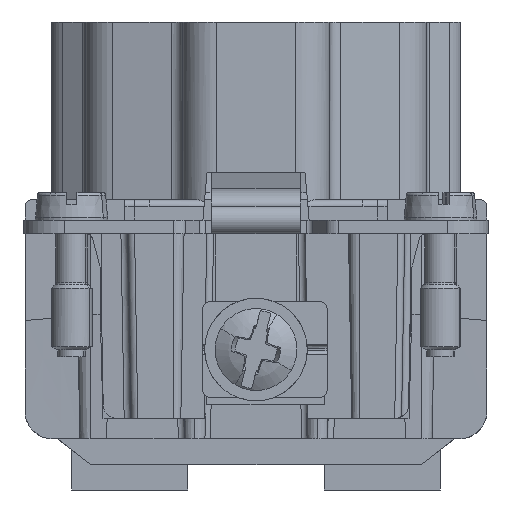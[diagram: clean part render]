
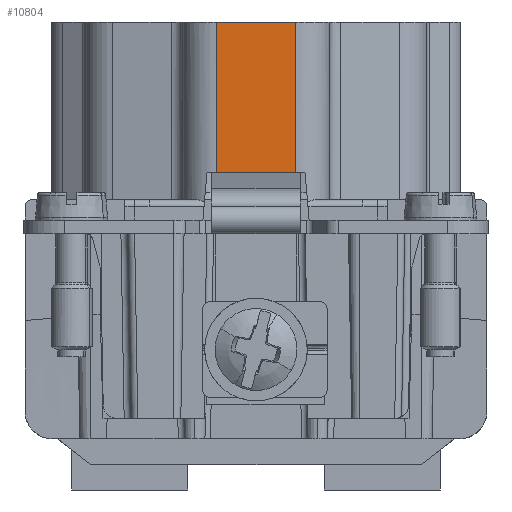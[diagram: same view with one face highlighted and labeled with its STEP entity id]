
A CAD part, front view. The second image highlights one B-rep face of the part: STEP entity #10804.
In plain terms, the highlighted planar face has unit normal (0, -1, 0).
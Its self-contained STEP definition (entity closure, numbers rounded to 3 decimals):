
#10796=AXIS2_PLACEMENT_3D('Plane Axis2P3D',#10793,#10794,#10795) ;
#5615=CARTESIAN_POINT('Vertex',(19.9,2.8,34.25)) ;
#5618=CARTESIAN_POINT('Line Origine',(19.9,2.8,28.)) ;
#5622=CARTESIAN_POINT('Vertex',(19.9,2.8,23.25)) ;
#5657=CARTESIAN_POINT('Line Origine',(17.,2.8,23.25)) ;
#5661=CARTESIAN_POINT('Vertex',(14.1,2.8,23.25)) ;
#5832=CARTESIAN_POINT('Line Origine',(14.1,2.8,28.)) ;
#5836=CARTESIAN_POINT('Vertex',(14.1,2.8,34.25)) ;
#9347=CARTESIAN_POINT('Line Origine',(17.,2.8,34.25)) ;
#10793=CARTESIAN_POINT('Axis2P3D Location',(19.9,2.8,21.75)) ;
#5619=DIRECTION('Vector Direction',(0.,0.,-1.)) ;
#5658=DIRECTION('Vector Direction',(-1.,0.,0.)) ;
#5833=DIRECTION('Vector Direction',(0.,0.,-1.)) ;
#9348=DIRECTION('Vector Direction',(-1.,0.,0.)) ;
#10794=DIRECTION('Axis2P3D Direction',(0.,1.,0.)) ;
#10795=DIRECTION('Axis2P3D XDirection',(-1.,0.,0.)) ;
#5620=VECTOR('Line Direction',#5619,1.) ;
#5659=VECTOR('Line Direction',#5658,1.) ;
#5834=VECTOR('Line Direction',#5833,1.) ;
#9349=VECTOR('Line Direction',#9348,1.) ;
#10799=ORIENTED_EDGE('',*,*,#5663,.F.) ;
#10800=ORIENTED_EDGE('',*,*,#5624,.T.) ;
#10801=ORIENTED_EDGE('',*,*,#9351,.T.) ;
#10802=ORIENTED_EDGE('',*,*,#5838,.F.) ;
#10804=ADVANCED_FACE('Hauptk\X2\00F6\X0\rper',(#10803),#10797,.F.) ;
#5624=EDGE_CURVE('',#5623,#5616,#5621,.F.) ;
#5663=EDGE_CURVE('',#5623,#5662,#5660,.T.) ;
#5838=EDGE_CURVE('',#5662,#5837,#5835,.F.) ;
#9351=EDGE_CURVE('',#5616,#5837,#9350,.T.) ;
#10798=EDGE_LOOP('',(#10799,#10800,#10801,#10802)) ;
#10803=FACE_OUTER_BOUND('',#10798,.T.) ;
#5621=LINE('Line',#5618,#5620) ;
#5660=LINE('Line',#5657,#5659) ;
#5835=LINE('Line',#5832,#5834) ;
#9350=LINE('Line',#9347,#9349) ;
#10797=PLANE('',#10796) ;
#5616=VERTEX_POINT('',#5615) ;
#5623=VERTEX_POINT('',#5622) ;
#5662=VERTEX_POINT('',#5661) ;
#5837=VERTEX_POINT('',#5836) ;
